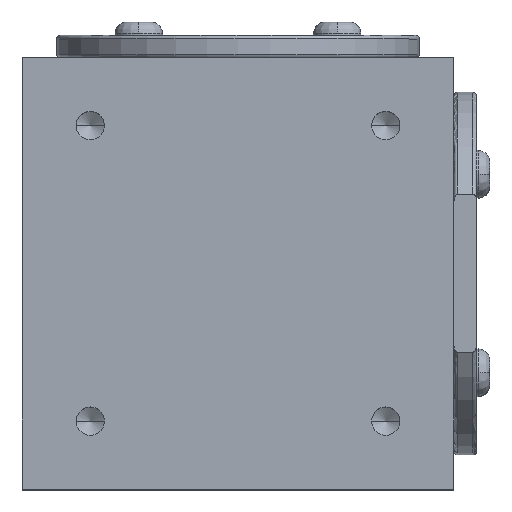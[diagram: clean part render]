
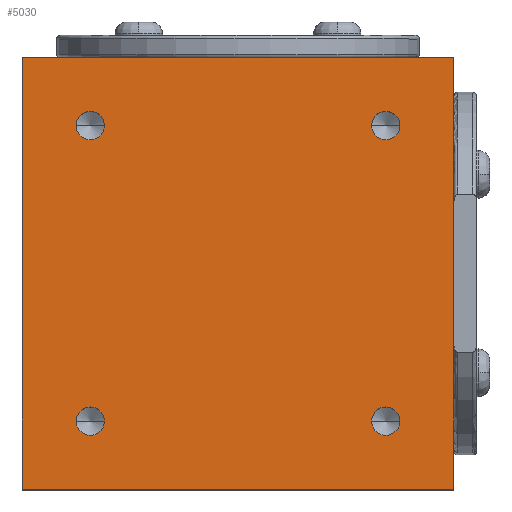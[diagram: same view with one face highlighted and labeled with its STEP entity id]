
A CAD part, top view. The second image highlights one B-rep face of the part: STEP entity #5030.
In plain terms, the highlighted planar face has unit normal (0, 0, 1).
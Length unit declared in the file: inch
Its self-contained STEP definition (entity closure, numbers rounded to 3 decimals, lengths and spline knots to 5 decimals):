
#123=CARTESIAN_POINT('',(0.07127,0.21782,2.874));
#124=VERTEX_POINT('',#123);
#140=CARTESIAN_POINT('',(-0.08473,0.21782,2.874));
#141=VERTEX_POINT('',#140);
#148=CARTESIAN_POINT('',(-0.00673,0.21782,2.874));
#149=DIRECTION('',(0.0,0.0,-1.0));
#150=DIRECTION('',(1.0,0.0,0.0));
#151=AXIS2_PLACEMENT_3D('',#148,#149,#150);
#152=CIRCLE('',#151,0.078);
#153=EDGE_CURVE('',#124,#141,#152,.T.);
#236=CARTESIAN_POINT('',(1.70127,1.84782,2.874));
#237=VERTEX_POINT('',#236);
#253=CARTESIAN_POINT('',(1.54527,1.84782,2.874));
#254=VERTEX_POINT('',#253);
#261=CARTESIAN_POINT('',(1.62327,1.84782,2.874));
#262=DIRECTION('',(0.0,0.0,-1.0));
#263=DIRECTION('',(1.0,0.0,0.0));
#264=AXIS2_PLACEMENT_3D('',#261,#262,#263);
#265=CIRCLE('',#264,0.078);
#266=EDGE_CURVE('',#237,#254,#265,.T.);
#349=CARTESIAN_POINT('',(0.07127,1.84782,2.874));
#350=VERTEX_POINT('',#349);
#366=CARTESIAN_POINT('',(-0.08473,1.84782,2.874));
#367=VERTEX_POINT('',#366);
#374=CARTESIAN_POINT('',(-0.00673,1.84782,2.874));
#375=DIRECTION('',(0.0,0.0,-1.0));
#376=DIRECTION('',(1.0,0.0,0.0));
#377=AXIS2_PLACEMENT_3D('',#374,#375,#376);
#378=CIRCLE('',#377,0.078);
#379=EDGE_CURVE('',#350,#367,#378,.T.);
#462=CARTESIAN_POINT('',(1.70127,0.21782,2.874));
#463=VERTEX_POINT('',#462);
#479=CARTESIAN_POINT('',(1.54527,0.21782,2.874));
#480=VERTEX_POINT('',#479);
#487=CARTESIAN_POINT('',(1.62327,0.21782,2.874));
#488=DIRECTION('',(0.0,0.0,-1.0));
#489=DIRECTION('',(1.0,0.0,0.0));
#490=AXIS2_PLACEMENT_3D('',#487,#488,#489);
#491=CIRCLE('',#490,0.078);
#492=EDGE_CURVE('',#463,#480,#491,.T.);
#3099=CARTESIAN_POINT('',(-0.38173,2.22282,2.874));
#3100=VERTEX_POINT('',#3099);
#3101=CARTESIAN_POINT('',(1.99827,2.22282,2.874));
#3102=VERTEX_POINT('',#3101);
#3103=CARTESIAN_POINT('',(-0.38173,2.22282,2.874));
#3104=DIRECTION('',(1.0,0.0,0.0));
#3105=VECTOR('',#3104,2.38);
#3106=LINE('',#3103,#3105);
#3107=EDGE_CURVE('',#3100,#3102,#3106,.T.);
#3229=CARTESIAN_POINT('',(1.99827,-0.15718,2.874));
#3230=VERTEX_POINT('',#3229);
#3231=CARTESIAN_POINT('',(1.99827,2.22282,2.874));
#3232=DIRECTION('',(0.0,-1.0,0.0));
#3233=VECTOR('',#3232,2.38);
#3234=LINE('',#3231,#3233);
#3235=EDGE_CURVE('',#3102,#3230,#3234,.T.);
#4689=CARTESIAN_POINT('',(1.62327,0.21782,2.874));
#4690=DIRECTION('',(0.0,0.0,-1.0));
#4691=DIRECTION('',(1.0,0.0,0.0));
#4692=AXIS2_PLACEMENT_3D('',#4689,#4690,#4691);
#4693=CIRCLE('',#4692,0.078);
#4694=EDGE_CURVE('',#480,#463,#4693,.T.);
#4760=CARTESIAN_POINT('',(-0.00673,1.84782,2.874));
#4761=DIRECTION('',(0.0,0.0,-1.0));
#4762=DIRECTION('',(1.0,0.0,0.0));
#4763=AXIS2_PLACEMENT_3D('',#4760,#4761,#4762);
#4764=CIRCLE('',#4763,0.078);
#4765=EDGE_CURVE('',#367,#350,#4764,.T.);
#4831=CARTESIAN_POINT('',(1.62327,1.84782,2.874));
#4832=DIRECTION('',(0.0,0.0,-1.0));
#4833=DIRECTION('',(1.0,0.0,0.0));
#4834=AXIS2_PLACEMENT_3D('',#4831,#4832,#4833);
#4835=CIRCLE('',#4834,0.078);
#4836=EDGE_CURVE('',#254,#237,#4835,.T.);
#4902=CARTESIAN_POINT('',(-0.00673,0.21782,2.874));
#4903=DIRECTION('',(0.0,0.0,-1.0));
#4904=DIRECTION('',(1.0,0.0,0.0));
#4905=AXIS2_PLACEMENT_3D('',#4902,#4903,#4904);
#4906=CIRCLE('',#4905,0.078);
#4907=EDGE_CURVE('',#141,#124,#4906,.T.);
#4919=CARTESIAN_POINT('',(-0.38173,-0.15718,2.874));
#4920=VERTEX_POINT('',#4919);
#4921=CARTESIAN_POINT('',(1.99827,-0.15718,2.874));
#4922=DIRECTION('',(-1.0,0.0,0.0));
#4923=VECTOR('',#4922,2.38);
#4924=LINE('',#4921,#4923);
#4925=EDGE_CURVE('',#3230,#4920,#4924,.T.);
#4954=CARTESIAN_POINT('',(-0.38173,-0.15718,2.874));
#4955=DIRECTION('',(0.0,1.0,0.0));
#4956=VECTOR('',#4955,2.38);
#4957=LINE('',#4954,#4956);
#4958=EDGE_CURVE('',#4920,#3100,#4957,.T.);
#5003=CARTESIAN_POINT('',(0.80827,1.03282,2.874));
#5004=DIRECTION('',(0.0,0.0,1.0));
#5005=DIRECTION('',(1.0,0.0,0.0));
#5006=AXIS2_PLACEMENT_3D('',#5003,#5004,#5005);
#5007=PLANE('',#5006);
#5008=ORIENTED_EDGE('',*,*,#3107,.F.);
#5009=ORIENTED_EDGE('',*,*,#4958,.F.);
#5010=ORIENTED_EDGE('',*,*,#4925,.F.);
#5011=ORIENTED_EDGE('',*,*,#3235,.F.);
#5012=EDGE_LOOP('',(#5008,#5009,#5010,#5011));
#5013=FACE_OUTER_BOUND('',#5012,.T.);
#5014=ORIENTED_EDGE('',*,*,#492,.T.);
#5015=ORIENTED_EDGE('',*,*,#4694,.T.);
#5016=EDGE_LOOP('',(#5014,#5015));
#5017=FACE_BOUND('',#5016,.T.);
#5018=ORIENTED_EDGE('',*,*,#379,.T.);
#5019=ORIENTED_EDGE('',*,*,#4765,.T.);
#5020=EDGE_LOOP('',(#5018,#5019));
#5021=FACE_BOUND('',#5020,.T.);
#5022=ORIENTED_EDGE('',*,*,#266,.T.);
#5023=ORIENTED_EDGE('',*,*,#4836,.T.);
#5024=EDGE_LOOP('',(#5022,#5023));
#5025=FACE_BOUND('',#5024,.T.);
#5026=ORIENTED_EDGE('',*,*,#153,.T.);
#5027=ORIENTED_EDGE('',*,*,#4907,.T.);
#5028=EDGE_LOOP('',(#5026,#5027));
#5029=FACE_BOUND('',#5028,.T.);
#5030=ADVANCED_FACE('',(#5013,#5017,#5021,#5025,#5029),#5007,.T.);
